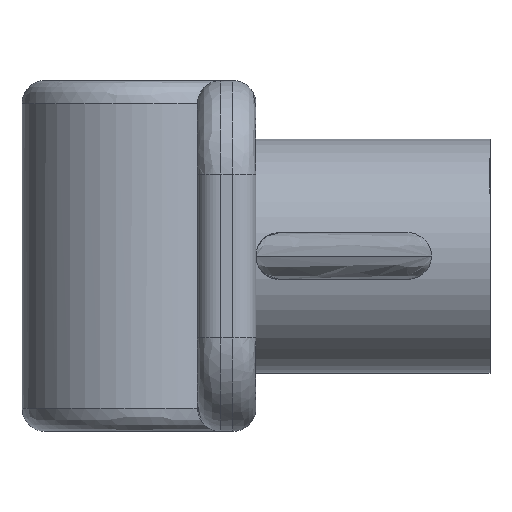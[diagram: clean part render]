
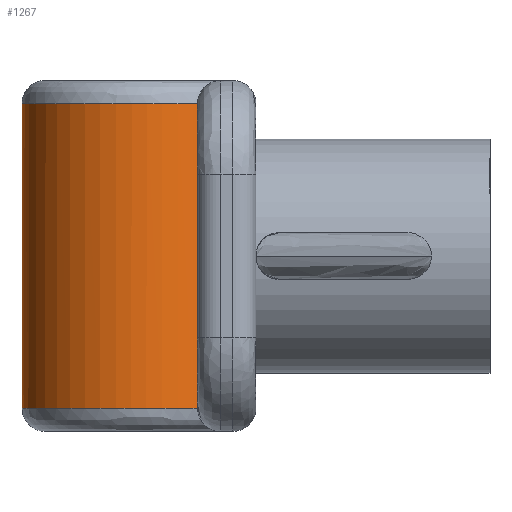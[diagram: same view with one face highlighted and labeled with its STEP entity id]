
A CAD part, front view. The second image highlights one B-rep face of the part: STEP entity #1267.
In plain terms, the highlighted free-form (B-spline) face has degree [2, 1] with [5, 2] control points.
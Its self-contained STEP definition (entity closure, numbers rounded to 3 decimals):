
#1088 = VERTEX_POINT('',#1089);
#1089 = CARTESIAN_POINT('',(-15.314,-20.419,
    13.272));
#1090 = VERTEX_POINT('',#1091);
#1091 = CARTESIAN_POINT('',(5.105,-20.419,
    13.272));
#1155 = VERTEX_POINT('',#1156);
#1156 = CARTESIAN_POINT('',(-15.314,-20.419,
    -13.272));
#1163 = VERTEX_POINT('',#1164);
#1164 = CARTESIAN_POINT('',(5.105,-20.419,
    -13.272));
#1246 = EDGE_CURVE('',#1155,#1088,#1247,.T.);
#1247 = B_SPLINE_CURVE_WITH_KNOTS('',1,(#1248,#1249),.UNSPECIFIED.,.F.,
  .F.,(2,2),(30.284,56.284),.PIECEWISE_BEZIER_KNOTS.);
#1248 = CARTESIAN_POINT('',(-15.314,-20.419,
    -13.272));
#1249 = CARTESIAN_POINT('',(-15.314,-20.419,
    13.272));
#1252 = EDGE_CURVE('',#1163,#1090,#1253,.T.);
#1253 = B_SPLINE_CURVE_WITH_KNOTS('',1,(#1254,#1255),.UNSPECIFIED.,.F.,
  .F.,(2,2),(30.284,56.284),.PIECEWISE_BEZIER_KNOTS.);
#1254 = CARTESIAN_POINT('',(5.105,-20.419,
    -13.272));
#1255 = CARTESIAN_POINT('',(5.105,-20.419,
    13.272));
#1267 = ADVANCED_FACE('',(#1268),#1288,.T.);
#1268 = FACE_BOUND('',#1269,.T.);
#1269 = EDGE_LOOP('',(#1270,#1271,#1279,#1280));
#1270 = ORIENTED_EDGE('',*,*,#1246,.F.);
#1271 = ORIENTED_EDGE('',*,*,#1272,.T.);
#1272 = EDGE_CURVE('',#1155,#1163,#1273,.T.);
#1273 = ( BOUNDED_CURVE() B_SPLINE_CURVE(2,(#1274,#1275,#1276,#1277,
#1278),.UNSPECIFIED.,.F.,.F.) B_SPLINE_CURVE_WITH_KNOTS((3,2,3),(
    3.142,4.712,6.283),
.PIECEWISE_BEZIER_KNOTS.) CURVE() GEOMETRIC_REPRESENTATION_ITEM() 
RATIONAL_B_SPLINE_CURVE((1.,0.707,1.,0.707,1.)) 
REPRESENTATION_ITEM('') );
#1274 = CARTESIAN_POINT('',(-15.314,-20.419,
    -13.272));
#1275 = CARTESIAN_POINT('',(-15.314,-30.628,
    -13.272));
#1276 = CARTESIAN_POINT('',(-5.105,-30.628,
    -13.272));
#1277 = CARTESIAN_POINT('',(5.105,-30.628,
    -13.272));
#1278 = CARTESIAN_POINT('',(5.105,-20.419,
    -13.272));
#1279 = ORIENTED_EDGE('',*,*,#1252,.T.);
#1280 = ORIENTED_EDGE('',*,*,#1281,.T.);
#1281 = EDGE_CURVE('',#1090,#1088,#1282,.T.);
#1282 = ( BOUNDED_CURVE() B_SPLINE_CURVE(2,(#1283,#1284,#1285,#1286,
#1287),.UNSPECIFIED.,.F.,.F.) B_SPLINE_CURVE_WITH_KNOTS((3,2,3),(0.,
1.571,3.142),.PIECEWISE_BEZIER_KNOTS.) CURVE() 
GEOMETRIC_REPRESENTATION_ITEM() RATIONAL_B_SPLINE_CURVE((1.,
0.707,1.,0.707,1.)) REPRESENTATION_ITEM('') );
#1283 = CARTESIAN_POINT('',(5.105,-20.419,
    13.272));
#1284 = CARTESIAN_POINT('',(5.105,-30.628,
    13.272));
#1285 = CARTESIAN_POINT('',(-5.105,-30.628,
    13.272));
#1286 = CARTESIAN_POINT('',(-15.314,-30.628,
    13.272));
#1287 = CARTESIAN_POINT('',(-15.314,-20.419,
    13.272));
#1288 = ( BOUNDED_SURFACE() B_SPLINE_SURFACE(2,1,(
    (#1289,#1290)
    ,(#1291,#1292)
    ,(#1293,#1294)
    ,(#1295,#1296)
    ,(#1297,#1298
)),.UNSPECIFIED.,.F.,.F.,.F.) B_SPLINE_SURFACE_WITH_KNOTS((3,2,3),(2,2),
  (3.142,4.712,6.283),(30.284,
    56.284),.PIECEWISE_BEZIER_KNOTS.) 
GEOMETRIC_REPRESENTATION_ITEM() RATIONAL_B_SPLINE_SURFACE((
    (1.,1.)
    ,(0.707,0.707)
    ,(1.,1.)
    ,(0.707,0.707)
,(1.,1.))) REPRESENTATION_ITEM('') SURFACE() );
#1289 = CARTESIAN_POINT('',(-15.314,-20.419,
    -13.272));
#1290 = CARTESIAN_POINT('',(-15.314,-20.419,
    13.272));
#1291 = CARTESIAN_POINT('',(-15.314,-30.628,
    -13.272));
#1292 = CARTESIAN_POINT('',(-15.314,-30.628,
    13.272));
#1293 = CARTESIAN_POINT('',(-5.105,-30.628,
    -13.272));
#1294 = CARTESIAN_POINT('',(-5.105,-30.628,
    13.272));
#1295 = CARTESIAN_POINT('',(5.105,-30.628,
    -13.272));
#1296 = CARTESIAN_POINT('',(5.105,-30.628,
    13.272));
#1297 = CARTESIAN_POINT('',(5.105,-20.419,
    -13.272));
#1298 = CARTESIAN_POINT('',(5.105,-20.419,
    13.272));
